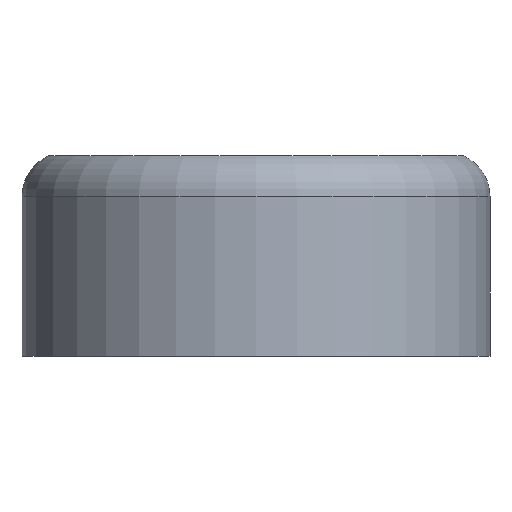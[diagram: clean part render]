
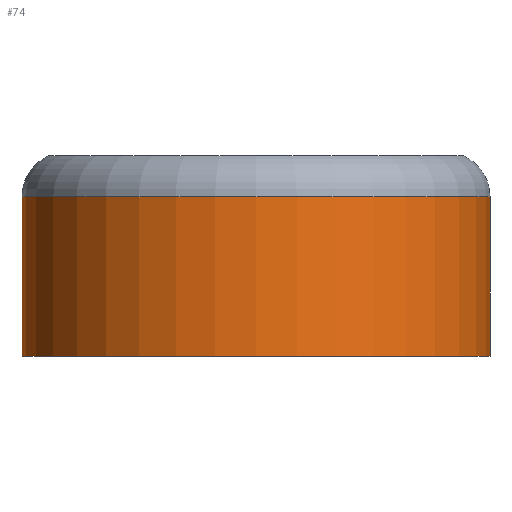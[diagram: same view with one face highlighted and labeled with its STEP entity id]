
A CAD part, front view. The second image highlights one B-rep face of the part: STEP entity #74.
In plain terms, the highlighted cylindrical face has radius 5.25 mm (diameter 10.5 mm), a full revolution.
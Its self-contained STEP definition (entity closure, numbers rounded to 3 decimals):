
#17=LINE('',#141,#19);
#19=VECTOR('',#118,5.25);
#21=CYLINDRICAL_SURFACE('',#97,5.25);
#24=FACE_OUTER_BOUND('',#28,.T.);
#28=EDGE_LOOP('',(#60,#61,#62,#63,#64));
#32=CIRCLE('',#92,5.25);
#33=CIRCLE('',#93,5.25);
#37=CIRCLE('',#98,5.25);
#39=VERTEX_POINT('',#130);
#40=VERTEX_POINT('',#131);
#43=VERTEX_POINT('',#140);
#45=EDGE_CURVE('',#39,#40,#32,.T.);
#46=EDGE_CURVE('',#40,#39,#33,.T.);
#50=EDGE_CURVE('',#40,#43,#17,.T.);
#51=EDGE_CURVE('',#43,#43,#37,.T.);
#60=ORIENTED_EDGE('',*,*,#45,.F.);
#61=ORIENTED_EDGE('',*,*,#46,.F.);
#62=ORIENTED_EDGE('',*,*,#50,.T.);
#63=ORIENTED_EDGE('',*,*,#51,.T.);
#64=ORIENTED_EDGE('',*,*,#50,.F.);
#74=ADVANCED_FACE('',(#24),#21,.T.);
#92=AXIS2_PLACEMENT_3D('',#132,#106,#107);
#93=AXIS2_PLACEMENT_3D('',#133,#108,#109);
#97=AXIS2_PLACEMENT_3D('',#139,#116,#117);
#98=AXIS2_PLACEMENT_3D('',#142,#119,#120);
#106=DIRECTION('center_axis',(0.,0.,1.));
#107=DIRECTION('ref_axis',(-1.,0.,0.));
#108=DIRECTION('center_axis',(0.,0.,1.));
#109=DIRECTION('ref_axis',(-1.,0.,0.));
#116=DIRECTION('center_axis',(0.,0.,1.));
#117=DIRECTION('ref_axis',(1.,0.,0.));
#118=DIRECTION('',(0.,0.,-1.));
#119=DIRECTION('center_axis',(0.,0.,1.));
#120=DIRECTION('ref_axis',(1.,0.,0.));
#130=CARTESIAN_POINT('',(5.25,0.,3.583));
#131=CARTESIAN_POINT('',(-5.25,0.,3.583));
#132=CARTESIAN_POINT('Origin',(0.,0.,3.583));
#133=CARTESIAN_POINT('Origin',(0.,0.,3.583));
#139=CARTESIAN_POINT('Origin',(0.,0.,0.));
#140=CARTESIAN_POINT('',(-5.25,0.,0.));
#141=CARTESIAN_POINT('',(-5.25,0.,0.));
#142=CARTESIAN_POINT('Origin',(0.,0.,0.));
